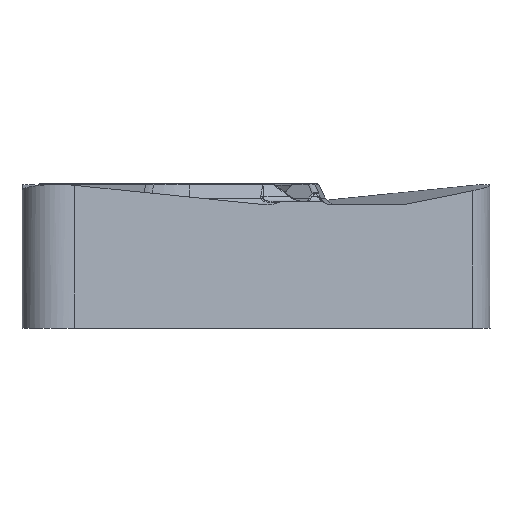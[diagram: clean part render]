
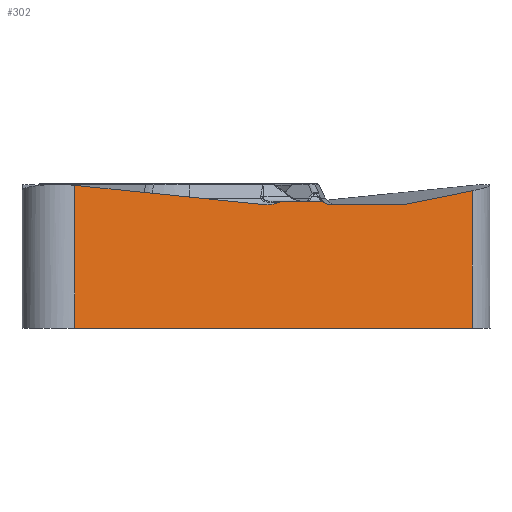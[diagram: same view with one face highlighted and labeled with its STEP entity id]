
A CAD part, front view. The second image highlights one B-rep face of the part: STEP entity #302.
In plain terms, the highlighted planar face has unit normal (0.5, -0.866, 0).
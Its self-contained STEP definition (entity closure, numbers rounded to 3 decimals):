
#302=ADVANCED_FACE('',(#517),#429,.F.);
#429=PLANE('',#3147);
#517=FACE_OUTER_BOUND('',#710,.T.);
#710=EDGE_LOOP('',(#1387,#1388,#1389,#1390,#1391,#1392,#1393,#1394,#1395,
#1396,#1397,#1398,#1399,#1400));
#853=ELLIPSE('',#3143,0.377,0.32);
#854=ELLIPSE('',#3144,0.177,0.15);
#855=ELLIPSE('',#3145,0.3,0.15);
#856=ELLIPSE('',#3146,0.64,0.32);
#940=CIRCLE('',#3142,0.32);
#1387=ORIENTED_EDGE('',*,*,#2362,.T.);
#1388=ORIENTED_EDGE('',*,*,#2363,.T.);
#1389=ORIENTED_EDGE('',*,*,#2364,.T.);
#1390=ORIENTED_EDGE('',*,*,#2365,.F.);
#1391=ORIENTED_EDGE('',*,*,#2366,.T.);
#1392=ORIENTED_EDGE('',*,*,#2367,.T.);
#1393=ORIENTED_EDGE('',*,*,#2368,.T.);
#1394=ORIENTED_EDGE('',*,*,#2369,.F.);
#1395=ORIENTED_EDGE('',*,*,#2218,.F.);
#1396=ORIENTED_EDGE('',*,*,#2370,.F.);
#1397=ORIENTED_EDGE('',*,*,#2371,.F.);
#1398=ORIENTED_EDGE('',*,*,#2372,.T.);
#1399=ORIENTED_EDGE('',*,*,#2373,.T.);
#1400=ORIENTED_EDGE('',*,*,#2374,.F.);
#1950=VERTEX_POINT('',#4495);
#1951=VERTEX_POINT('',#4497);
#2032=VERTEX_POINT('',#5550);
#2033=VERTEX_POINT('',#5551);
#2034=VERTEX_POINT('',#5553);
#2035=VERTEX_POINT('',#5555);
#2036=VERTEX_POINT('',#5557);
#2037=VERTEX_POINT('',#5559);
#2038=VERTEX_POINT('',#5561);
#2039=VERTEX_POINT('',#5563);
#2040=VERTEX_POINT('',#5566);
#2041=VERTEX_POINT('',#5574);
#2042=VERTEX_POINT('',#5576);
#2043=VERTEX_POINT('',#5578);
#2218=EDGE_CURVE('',#1950,#1951,#2624,.T.);
#2362=EDGE_CURVE('',#2032,#2033,#2658,.T.);
#2363=EDGE_CURVE('',#2033,#2034,#2659,.T.);
#2364=EDGE_CURVE('',#2034,#2035,#2660,.T.);
#2365=EDGE_CURVE('',#2036,#2035,#2661,.T.);
#2366=EDGE_CURVE('',#2036,#2037,#940,.T.);
#2367=EDGE_CURVE('',#2037,#2038,#2662,.T.);
#2368=EDGE_CURVE('',#2038,#2039,#853,.T.);
#2369=EDGE_CURVE('',#1951,#2039,#854,.T.);
#2370=EDGE_CURVE('',#2040,#1950,#855,.T.);
#2371=EDGE_CURVE('',#2041,#2040,#2928,.T.);
#2372=EDGE_CURVE('',#2041,#2042,#2663,.T.);
#2373=EDGE_CURVE('',#2042,#2043,#856,.T.);
#2374=EDGE_CURVE('',#2032,#2043,#2664,.T.);
#2624=LINE('',#4496,#2761);
#2658=LINE('',#5549,#2796);
#2659=LINE('',#5552,#2797);
#2660=LINE('',#5554,#2798);
#2661=LINE('',#5556,#2799);
#2662=LINE('',#5560,#2800);
#2663=LINE('',#5575,#2801);
#2664=LINE('',#5579,#2802);
#2761=VECTOR('',#3424,1.);
#2796=VECTOR('',#3641,1.);
#2797=VECTOR('',#3642,1.);
#2798=VECTOR('',#3643,1.);
#2799=VECTOR('',#3644,1.);
#2800=VECTOR('',#3647,1.);
#2801=VECTOR('',#3654,1.);
#2802=VECTOR('',#3657,1.);
#2928=B_SPLINE_CURVE_WITH_KNOTS('',3,(#5567,#5568,#5569,#5570,#5571,#5572,
#5573),.UNSPECIFIED.,.F.,.F.,(4,3,4),(0.,0.497,1.),
 .UNSPECIFIED.);
#3142=AXIS2_PLACEMENT_3D('',#5558,#3645,#3646);
#3143=AXIS2_PLACEMENT_3D('',#5562,#3648,#3649);
#3144=AXIS2_PLACEMENT_3D('',#5564,#3650,#3651);
#3145=AXIS2_PLACEMENT_3D('',#5565,#3652,#3653);
#3146=AXIS2_PLACEMENT_3D('',#5577,#3655,#3656);
#3147=AXIS2_PLACEMENT_3D('',#5580,#3658,#3659);
#3424=DIRECTION('',(0.866,0.5,0.));
#3641=DIRECTION('',(0.,0.,-1.));
#3642=DIRECTION('',(0.866,0.5,0.));
#3643=DIRECTION('',(0.,0.,1.));
#3644=DIRECTION('',(0.853,0.492,0.174));
#3645=DIRECTION('',(-0.5,0.866,0.));
#3646=DIRECTION('',(-0.866,-0.5,0.));
#3647=DIRECTION('',(-0.866,-0.5,0.));
#3648=DIRECTION('',(-0.5,0.866,0.));
#3649=DIRECTION('',(-0.866,-0.5,0.));
#3650=DIRECTION('',(-0.5,0.866,0.));
#3651=DIRECTION('',(-0.866,-0.5,0.));
#3652=DIRECTION('',(-0.5,0.866,0.));
#3653=DIRECTION('',(0.866,0.5,0.));
#3654=DIRECTION('',(-0.866,-0.5,0.));
#3655=DIRECTION('',(-0.5,0.866,0.));
#3656=DIRECTION('',(-0.866,-0.5,0.));
#3657=DIRECTION('',(0.863,0.498,-0.088));
#3658=DIRECTION('',(-0.5,0.866,0.));
#3659=DIRECTION('',(-0.866,-0.5,0.));
#4495=CARTESIAN_POINT('',(2.693,-3.945,-0.37));
#4496=CARTESIAN_POINT('',(-3.971,-7.792,-0.37));
#4497=CARTESIAN_POINT('',(3.723,-3.35,-0.37));
#5549=CARTESIAN_POINT('',(-3.262,-7.383,0.));
#5550=CARTESIAN_POINT('',(-3.262,-7.383,0.085));
#5551=CARTESIAN_POINT('',(-3.262,-7.383,-3.97));
#5552=CARTESIAN_POINT('',(8.733,-0.457,-3.97));
#5553=CARTESIAN_POINT('',(8.025,-0.866,-3.97));
#5554=CARTESIAN_POINT('',(8.025,-0.866,0.));
#5555=CARTESIAN_POINT('',(8.025,-0.866,-0.068));
#5556=CARTESIAN_POINT('',(-3.599,-7.577,-2.434));
#5557=CARTESIAN_POINT('',(6.121,-1.965,-0.455));
#5558=CARTESIAN_POINT('',(6.073,-1.993,-0.14));
#5559=CARTESIAN_POINT('',(6.073,-1.993,-0.46));
#5560=CARTESIAN_POINT('',(-3.971,-7.792,-0.46));
#5561=CARTESIAN_POINT('',(4.005,-3.187,-0.46));
#5562=CARTESIAN_POINT('',(4.005,-3.187,-0.14));
#5563=CARTESIAN_POINT('',(3.813,-3.298,-0.399));
#5564=CARTESIAN_POINT('',(3.723,-3.35,-0.52));
#5565=CARTESIAN_POINT('',(2.693,-3.945,-0.52));
#5566=CARTESIAN_POINT('',(2.538,-4.034,-0.4));
#5567=CARTESIAN_POINT('',(2.222,-4.216,-0.46));
#5568=CARTESIAN_POINT('',(2.275,-4.186,-0.46));
#5569=CARTESIAN_POINT('',(2.329,-4.155,-0.455));
#5570=CARTESIAN_POINT('',(2.381,-4.124,-0.446));
#5571=CARTESIAN_POINT('',(2.435,-4.094,-0.436));
#5572=CARTESIAN_POINT('',(2.487,-4.063,-0.421));
#5573=CARTESIAN_POINT('',(2.538,-4.034,-0.4));
#5574=CARTESIAN_POINT('',(2.222,-4.216,-0.46));
#5575=CARTESIAN_POINT('',(8.733,-0.457,-0.46));
#5576=CARTESIAN_POINT('',(2.141,-4.263,-0.46));
#5577=CARTESIAN_POINT('',(2.141,-4.263,-0.14));
#5578=CARTESIAN_POINT('',(2.045,-4.319,-0.455));
#5579=CARTESIAN_POINT('',(8.647,-0.507,-1.127));
#5580=CARTESIAN_POINT('',(8.733,-0.457,0.));
